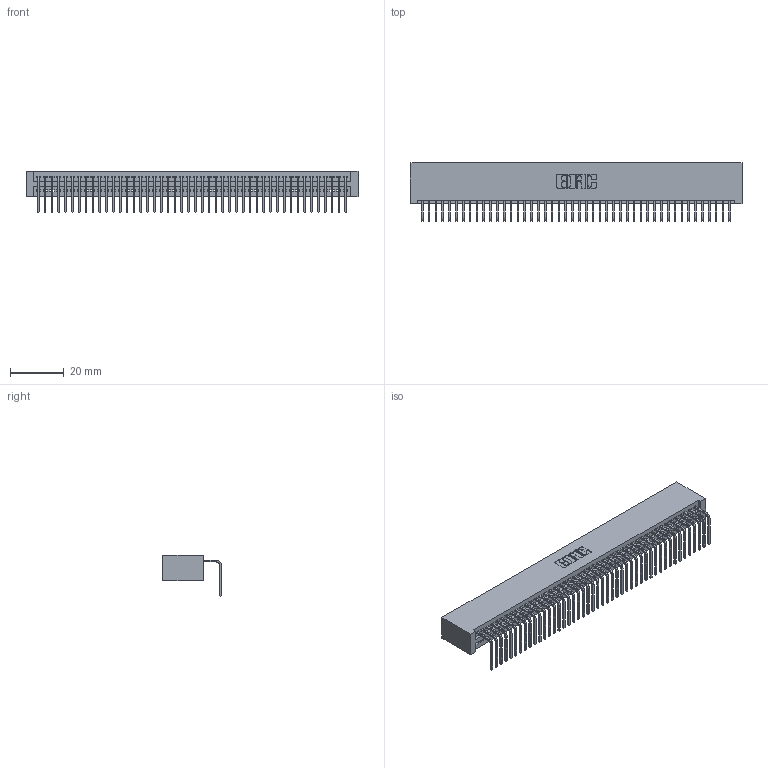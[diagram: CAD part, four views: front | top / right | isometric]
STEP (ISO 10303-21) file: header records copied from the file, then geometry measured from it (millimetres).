
FILE_DESCRIPTION (( 'STEP AP203' ), '1' );
FILE_NAME ('345-046-558-101.STEP', '2018-09-10T04:29:51', ( '' ), ( '' ), 'SwSTEP 2.0', 'SolidWorks 2016', '' );
FILE_SCHEMA (( 'CONFIG_CONTROL_DESIGN' ));
Length unit declared in the file: inch
Products named in the file (3): 345-046-558-101; 345 Part_No Mounting Lugs; 345-292-001_558 Tail - 2
Assembly tree (47 placements, depth 2):
  345-046-558-101
    345 Part_No Mounting Lugs
    345-292-001_558 Tail - 2  x46
Bounding box: 123.44 x 21.83 x 15.37 mm (x, y, z)
Volume: 12495.2 mm3; surface area: 17750.1 mm2
Topology: 47 solids, 47 shells, 2878 faces, 8689 edges, 5730 vertices
Faces by surface type: plane 2008, cylinder 870
Entity records: 33889 total; most frequent: CARTESIAN_POINT 5878, ORIENTED_EDGE 5858, DIRECTION 5121, EDGE_CURVE 2929, VECTOR 2621, LINE 2621, VERTEX_POINT 1950, AXIS2_PLACEMENT_3D 1250
